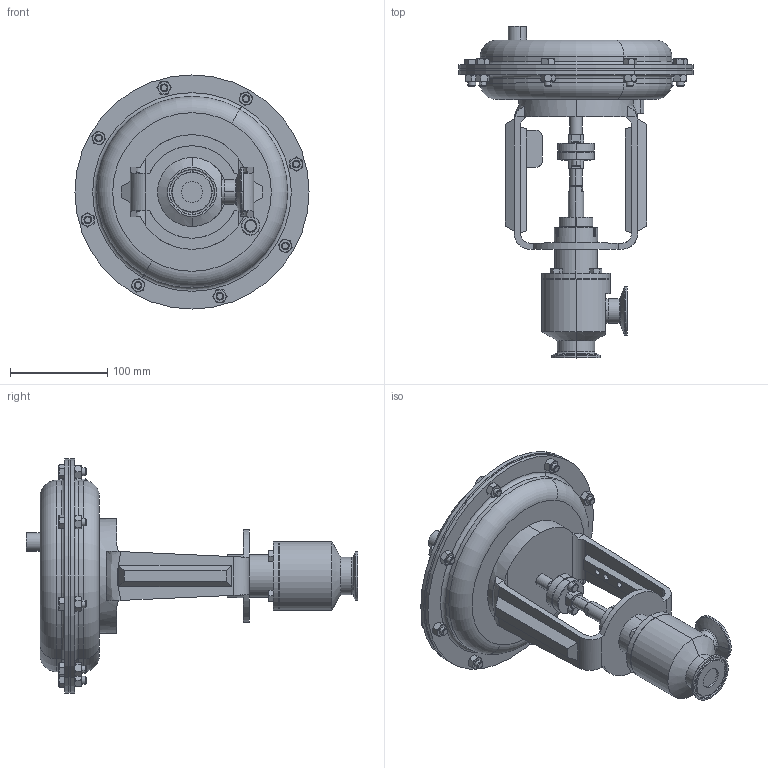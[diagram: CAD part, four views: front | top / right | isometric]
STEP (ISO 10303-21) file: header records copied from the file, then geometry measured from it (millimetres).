
FILE_DESCRIPTION (( 'STEP AP203' ), '1' );
FILE_NAME ('978E-100-JD-35M.STEP', '2017-06-12T10:48:06', ( '' ), ( '' ), 'SwSTEP 2.0', 'SolidWorks 2014', '' );
FILE_SCHEMA (( 'CONFIG_CONTROL_DESIGN' ));
Length unit declared in the file: inch
Products named in the file (2): 978E-100-JD-35M
Bounding box: 241.3 x 342.04 x 241.3 mm (x, y, z)
Volume: 2769697.7 mm3; surface area: 264148.2 mm2
Topology: 2 solids, 2 shells, 669 faces, 1539 edges, 941 vertices
Faces by surface type: plane 271, cone 249, cylinder 127, torus 20, bspline 2
Entity records: 20450 total; most frequent: CARTESIAN_POINT 5524, ORIENTED_EDGE 3078, DIRECTION 3041, EDGE_CURVE 1539, AXIS2_PLACEMENT_3D 1232, VERTEX_POINT 941, EDGE_LOOP 752, ADVANCED_FACE 669
